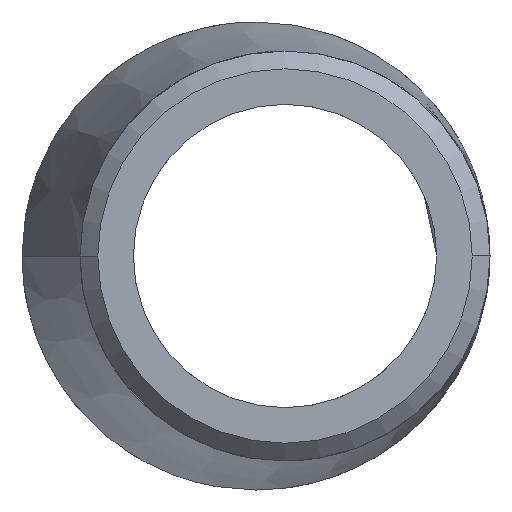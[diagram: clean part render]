
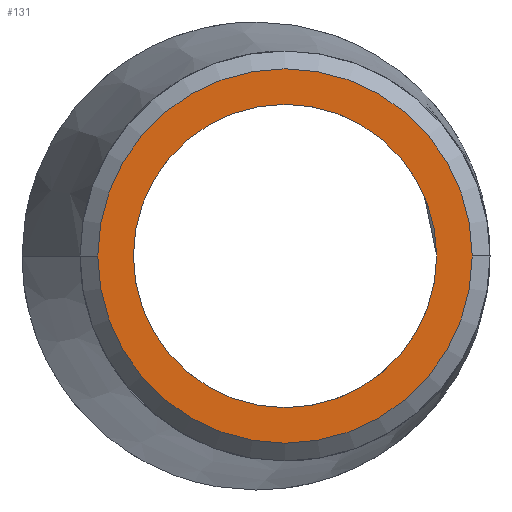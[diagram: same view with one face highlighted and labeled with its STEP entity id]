
A CAD part, left-side view. The second image highlights one B-rep face of the part: STEP entity #131.
In plain terms, the highlighted planar face has unit normal (-1, 0, 0).
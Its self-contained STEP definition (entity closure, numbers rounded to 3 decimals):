
#129 = VERTEX_POINT( '', #343 );
#131 = ADVANCED_FACE( '', ( #345, #346 ), #347, .F. );
#151 = EDGE_CURVE( '', #319, #279, #372, .T. );
#153 = EDGE_CURVE( '', #279, #319, #374, .T. );
#181 = VERTEX_POINT( '', #405 );
#279 = VERTEX_POINT( '', #507 );
#301 = EDGE_CURVE( '', #181, #129, #534, .T. );
#317 = EDGE_CURVE( '', #129, #181, #551, .T. );
#319 = VERTEX_POINT( '', #553 );
#343 = CARTESIAN_POINT( '', ( 0., -1.55, 8.1 ) );
#345 = FACE_OUTER_BOUND( '', #580, .T. );
#346 = FACE_BOUND( '', #581, .T. );
#347 = PLANE( '', #582 );
#372 = CIRCLE( '', #822, 10. );
#374 = CIRCLE( '', #825, 10. );
#405 = CARTESIAN_POINT( '', ( 0., -1.55, -8.1 ) );
#507 = CARTESIAN_POINT( '', ( 0., -1.55, 10. ) );
#534 = CIRCLE( '', #1740, 8.1 );
#551 = CIRCLE( '', #1778, 8.1 );
#553 = CARTESIAN_POINT( '', ( 0., -1.55, -10. ) );
#580 = EDGE_LOOP( '', ( #1784, #1785 ) );
#581 = EDGE_LOOP( '', ( #1786, #1787 ) );
#582 = AXIS2_PLACEMENT_3D( '', #1788, #1789, #1790 );
#822 = AXIS2_PLACEMENT_3D( '', #1826, #1827, #1828 );
#825 = AXIS2_PLACEMENT_3D( '', #1829, #1830, #1831 );
#1740 = AXIS2_PLACEMENT_3D( '', #1979, #1980, #1981 );
#1778 = AXIS2_PLACEMENT_3D( '', #1996, #1997, #1998 );
#1784 = ORIENTED_EDGE( '', *, *, #151, .F. );
#1785 = ORIENTED_EDGE( '', *, *, #153, .F. );
#1786 = ORIENTED_EDGE( '', *, *, #301, .F. );
#1787 = ORIENTED_EDGE( '', *, *, #317, .F. );
#1788 = CARTESIAN_POINT( '', ( 0., 0., 0. ) );
#1789 = DIRECTION( '', ( 1., 0., 0. ) );
#1790 = DIRECTION( '', ( 0., 0., -1. ) );
#1826 = CARTESIAN_POINT( '', ( 0., -1.55, 0. ) );
#1827 = DIRECTION( '', ( 1., 0., 0. ) );
#1828 = DIRECTION( '', ( 0., 0., -1. ) );
#1829 = CARTESIAN_POINT( '', ( 0., -1.55, 0. ) );
#1830 = DIRECTION( '', ( 1., 0., 0. ) );
#1831 = DIRECTION( '', ( 0., 0., -1. ) );
#1979 = CARTESIAN_POINT( '', ( 0., -1.55, 0. ) );
#1980 = DIRECTION( '', ( -1., 0., 0. ) );
#1981 = DIRECTION( '', ( 0., 0., -1. ) );
#1996 = CARTESIAN_POINT( '', ( 0., -1.55, 0. ) );
#1997 = DIRECTION( '', ( -1., 0., 0. ) );
#1998 = DIRECTION( '', ( 0., 0., -1. ) );
